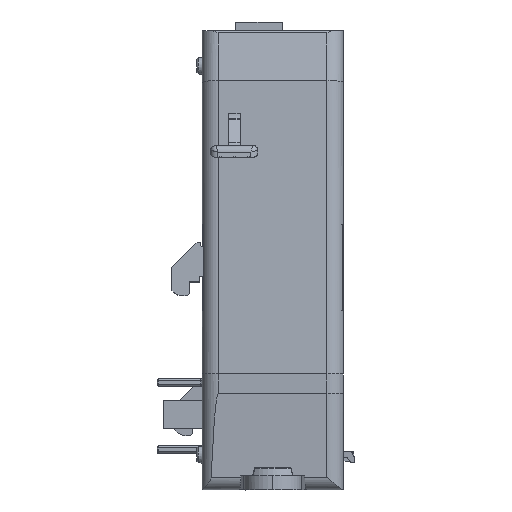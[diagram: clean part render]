
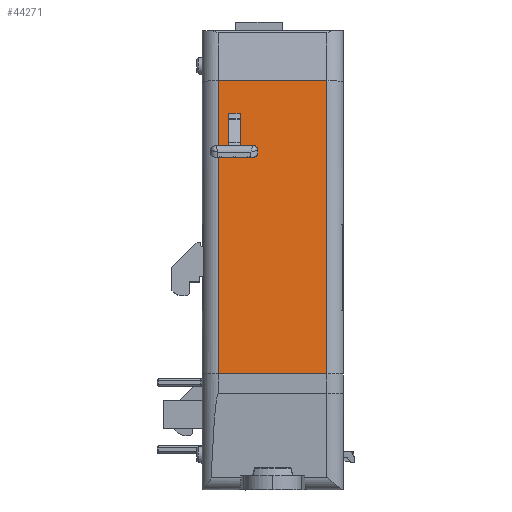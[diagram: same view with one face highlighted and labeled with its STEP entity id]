
A CAD part, front view. The second image highlights one B-rep face of the part: STEP entity #44271.
In plain terms, the highlighted planar face has unit normal (0, -0.999, 0.044).
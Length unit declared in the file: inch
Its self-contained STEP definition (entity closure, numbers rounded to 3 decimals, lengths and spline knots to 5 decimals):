
#1183 = EDGE_CURVE ( 'NONE', #72612, #131857, #36321, .T. ) ;
#2902 = CARTESIAN_POINT ( 'NONE',  ( -0.24746, -1.82827, -2.33452 ) ) ;
#8750 = ORIENTED_EDGE ( 'NONE', *, *, #60302, .T. ) ;
#11266 = DIRECTION ( 'NONE',  ( -1., 0., 0. ) ) ;
#12405 = ORIENTED_EDGE ( 'NONE', *, *, #137902, .T. ) ;
#12887 = CARTESIAN_POINT ( 'NONE',  ( 0.51828, -1.92586, -4.56957 ) ) ;
#16337 = EDGE_CURVE ( 'NONE', #85161, #101688, #87703, .T. ) ;
#20580 = EDGE_CURVE ( 'NONE', #85161, #131857, #79296, .T. ) ;
#28293 = DIRECTION ( 'NONE',  ( -1., 0., 0. ) ) ;
#28594 = LINE ( 'NONE', #75347, #97720 ) ;
#31138 = CARTESIAN_POINT ( 'NONE',  ( -0.24746, -1.82827, -2.33452 ) ) ;
#32685 = EDGE_LOOP ( 'NONE', ( #130120, #47395, #104221, #84251 ) ) ;
#35268 = DIRECTION ( 'NONE',  ( 0., -0.999, 0.044 ) ) ;
#35572 = CARTESIAN_POINT ( 'NONE',  ( -0.17505, -1.75976, -0.76539 ) ) ;
#36052 = DIRECTION ( 'NONE',  ( 0., 0.044, 0.999 ) ) ;
#36321 = LINE ( 'NONE', #57867, #77693 ) ;
#38921 = CARTESIAN_POINT ( 'NONE',  ( 0.63541, -1.82827, -2.33452 ) ) ;
#39127 = FACE_OUTER_BOUND ( 'NONE', #124422, .T. ) ;
#40623 = DIRECTION ( 'NONE',  ( -1., 0., 0. ) ) ;
#43107 = LINE ( 'NONE', #38921, #112222 ) ;
#44271 = ADVANCED_FACE ( 'NONE', ( #39127, #64997 ), #45354, .T. ) ;
#45354 = PLANE ( 'NONE',  #73108 ) ;
#47395 = ORIENTED_EDGE ( 'NONE', *, *, #20580, .T. ) ;
#48471 = CARTESIAN_POINT ( 'NONE',  ( 0.51828, -1.82827, -2.33452 ) ) ;
#51365 = LINE ( 'NONE', #31138, #63439 ) ;
#55913 = DIRECTION ( 'NONE',  ( 0., 0.044, 0.999 ) ) ;
#57437 = DIRECTION ( 'NONE',  ( 0., -0.044, -0.999 ) ) ;
#57867 = CARTESIAN_POINT ( 'NONE',  ( 0.63541, -1.75976, -0.76539 ) ) ;
#60302 = EDGE_CURVE ( 'NONE', #96344, #101539, #77004, .T. ) ;
#62763 = EDGE_CURVE ( 'NONE', #96344, #112943, #43107, .T. ) ;
#63439 = VECTOR ( 'NONE', #75055, 39.37008 ) ;
#64156 = CARTESIAN_POINT ( 'NONE',  ( -0.09629, -1.75976, -0.76539 ) ) ;
#64997 = FACE_BOUND ( 'NONE', #32685, .T. ) ;
#67586 = CARTESIAN_POINT ( 'NONE',  ( 0.63541, -1.92586, -4.56957 ) ) ;
#68966 = DIRECTION ( 'NONE',  ( 1., 0., 0. ) ) ;
#72612 = VERTEX_POINT ( 'NONE', #35572 ) ;
#72713 = VERTEX_POINT ( 'NONE', #116129 ) ;
#73108 = AXIS2_PLACEMENT_3D ( 'NONE', #67586, #35268, #57437 ) ;
#75055 = DIRECTION ( 'NONE',  ( 0., -0.044, -0.999 ) ) ;
#75347 = CARTESIAN_POINT ( 'NONE',  ( 0.63541, -1.73772, -0.26054 ) ) ;
#76211 = CARTESIAN_POINT ( 'NONE',  ( -0.09629, -1.74776, -0.49051 ) ) ;
#77004 = LINE ( 'NONE', #12887, #78762 ) ;
#77366 = CARTESIAN_POINT ( 'NONE',  ( -0.13567, -1.74776, -0.49051 ) ) ;
#77693 = VECTOR ( 'NONE', #68966, 39.37008 ) ;
#78762 = VECTOR ( 'NONE', #36052, 39.37008 ) ;
#79296 = LINE ( 'NONE', #125255, #101824 ) ;
#84181 = VECTOR ( 'NONE', #55913, 39.37008 ) ;
#84251 = ORIENTED_EDGE ( 'NONE', *, *, #105416, .T. ) ;
#85161 = VERTEX_POINT ( 'NONE', #76211 ) ;
#87703 = LINE ( 'NONE', #77366, #137918 ) ;
#88313 = EDGE_CURVE ( 'NONE', #72713, #112943, #51365, .T. ) ;
#96344 = VERTEX_POINT ( 'NONE', #48471 ) ;
#97720 = VECTOR ( 'NONE', #40623, 39.37008 ) ;
#101539 = VERTEX_POINT ( 'NONE', #114876 ) ;
#101688 = VERTEX_POINT ( 'NONE', #106188 ) ;
#101824 = VECTOR ( 'NONE', #102159, 39.37008 ) ;
#102159 = DIRECTION ( 'NONE',  ( 0., -0.044, -0.999 ) ) ;
#104221 = ORIENTED_EDGE ( 'NONE', *, *, #1183, .F. ) ;
#105416 = EDGE_CURVE ( 'NONE', #72612, #101688, #110156, .T. ) ;
#106188 = CARTESIAN_POINT ( 'NONE',  ( -0.17505, -1.74776, -0.49051 ) ) ;
#110156 = LINE ( 'NONE', #122095, #84181 ) ;
#112222 = VECTOR ( 'NONE', #28293, 39.37008 ) ;
#112943 = VERTEX_POINT ( 'NONE', #2902 ) ;
#114876 = CARTESIAN_POINT ( 'NONE',  ( 0.51828, -1.73772, -0.26054 ) ) ;
#116129 = CARTESIAN_POINT ( 'NONE',  ( -0.24746, -1.73772, -0.26054 ) ) ;
#118988 = ORIENTED_EDGE ( 'NONE', *, *, #62763, .F. ) ;
#122095 = CARTESIAN_POINT ( 'NONE',  ( -0.17505, -1.92586, -4.56957 ) ) ;
#124422 = EDGE_LOOP ( 'NONE', ( #118988, #8750, #12405, #139664 ) ) ;
#125255 = CARTESIAN_POINT ( 'NONE',  ( -0.09629, -1.92586, -4.56957 ) ) ;
#130120 = ORIENTED_EDGE ( 'NONE', *, *, #16337, .F. ) ;
#131857 = VERTEX_POINT ( 'NONE', #64156 ) ;
#137902 = EDGE_CURVE ( 'NONE', #101539, #72713, #28594, .T. ) ;
#137918 = VECTOR ( 'NONE', #11266, 39.37008 ) ;
#139664 = ORIENTED_EDGE ( 'NONE', *, *, #88313, .T. ) ;
